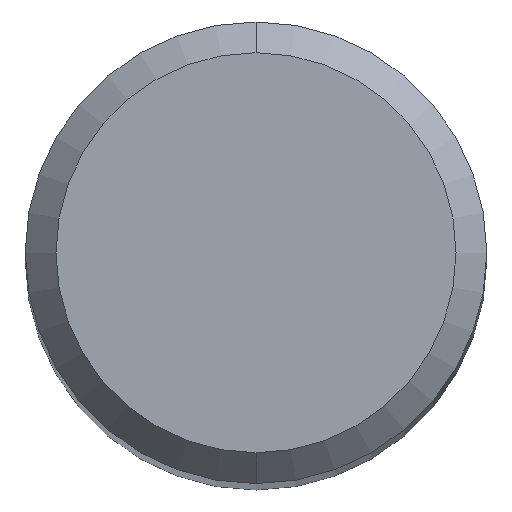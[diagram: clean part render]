
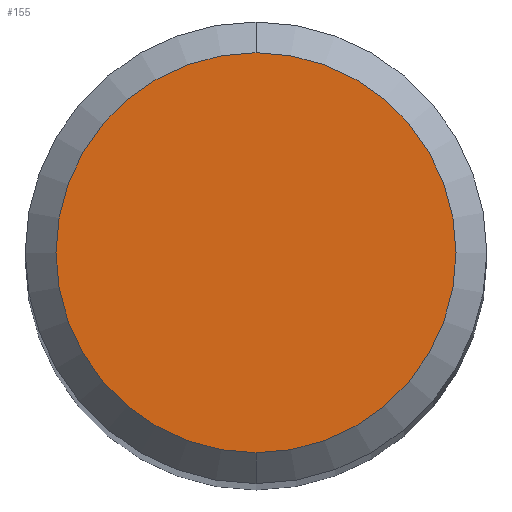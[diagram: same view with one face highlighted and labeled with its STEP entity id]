
A CAD part, top view. The second image highlights one B-rep face of the part: STEP entity #155.
In plain terms, the highlighted planar face has unit normal (0, 0, 1).
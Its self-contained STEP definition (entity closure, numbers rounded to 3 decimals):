
#153=VERTEX_POINT('',#311);
#155=ADVANCED_FACE('',(#313),#314,.T.);
#171=VERTEX_POINT('',#330);
#203=EDGE_CURVE('',#171,#153,#367,.T.);
#211=EDGE_CURVE('',#153,#171,#376,.T.);
#311=CARTESIAN_POINT('',(0.0,2.6,0.0));
#313=FACE_OUTER_BOUND('',#491,.T.);
#314=PLANE('',#492);
#330=CARTESIAN_POINT('',(0.,-2.6,0.0));
#367=CIRCLE('',#560,2.6);
#376=CIRCLE('',#572,2.6);
#491=EDGE_LOOP('',(#681,#682));
#492=AXIS2_PLACEMENT_3D('',#683,#684,#685);
#560=AXIS2_PLACEMENT_3D('',#746,#747,#748);
#572=AXIS2_PLACEMENT_3D('',#758,#759,#760);
#681=ORIENTED_EDGE('',*,*,#211,.F.);
#682=ORIENTED_EDGE('',*,*,#203,.F.);
#683=CARTESIAN_POINT('',(0.0,1.3,0.0));
#684=DIRECTION('',(-0.0,0.0,1.0));
#685=DIRECTION('',(0.0,-1.0,0.0));
#746=CARTESIAN_POINT('',(0.0,0.0,0.0));
#747=DIRECTION('',(0.0,0.0,-1.0));
#748=DIRECTION('',(0.0,1.0,0.0));
#758=CARTESIAN_POINT('',(0.0,0.0,0.0));
#759=DIRECTION('',(0.0,0.0,-1.0));
#760=DIRECTION('',(0.0,1.0,0.0));
